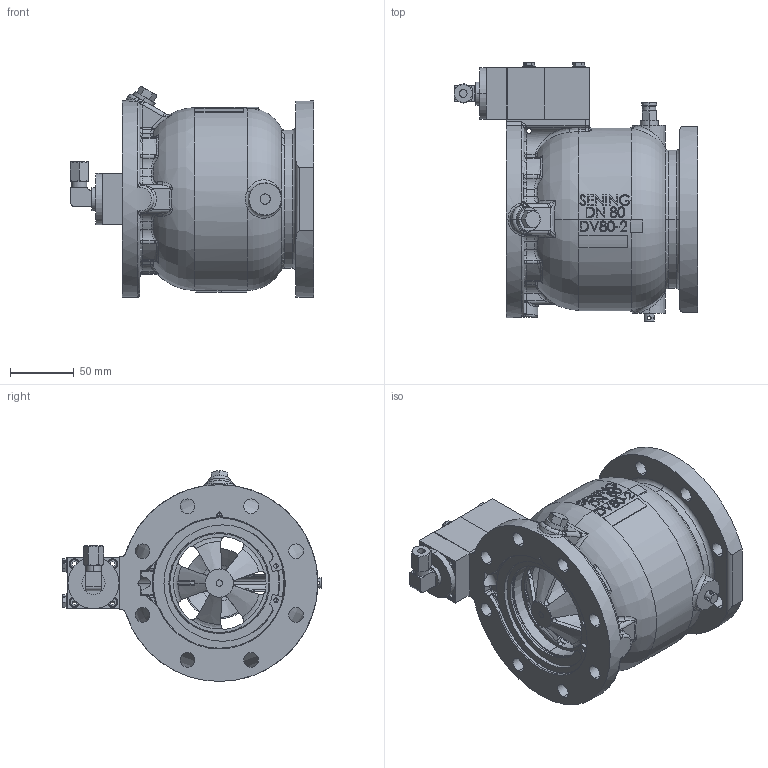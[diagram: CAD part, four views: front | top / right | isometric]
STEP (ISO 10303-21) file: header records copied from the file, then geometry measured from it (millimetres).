
FILE_DESCRIPTION (( 'STEP AP214' ), '1' );
FILE_NAME ('DV80-2M_20715.STEP', '2014-05-21T11:23:50', ( 'Admin2' ), ( '' ), 'SwSTEP 2.0', 'SolidWorks 2010', '' );
FILE_SCHEMA (( 'AUTOMOTIVE_DESIGN' ));
Length unit declared in the file: millimetre
Products named in the file (1): DV80-2M_20715
Bounding box: 190.52 x 203.15 x 165.04 mm (x, y, z)
Surface area: 222982 mm2 (no closed solid volume)
Topology: 0 solids, 40 shells, 1095 faces, 3102 edges, 1943 vertices
Faces by surface type: cylinder 315, bspline 280, plane 275, torus 115, cone 104, sphere 6
Entity records: 62844 total; most frequent: CARTESIAN_POINT 25120, ORIENTED_EDGE 5465, DIRECTION 4816, EDGE_CURVE 3058, VERTEX_POINT 1943, AXIS2_PLACEMENT_3D 1903, EDGE_LOOP 1209, UNCERTAINTY_MEASURE_WITH_UNIT 1097
